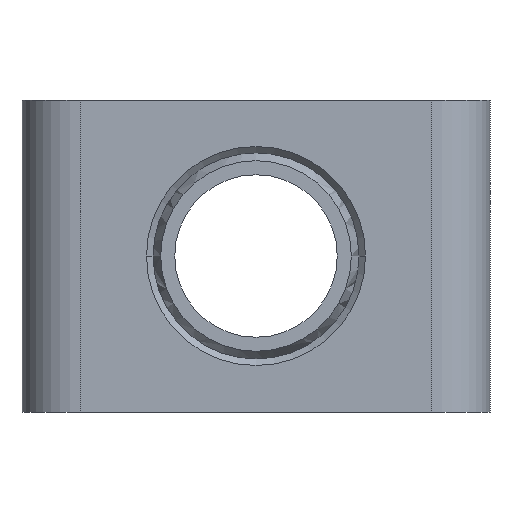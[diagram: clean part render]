
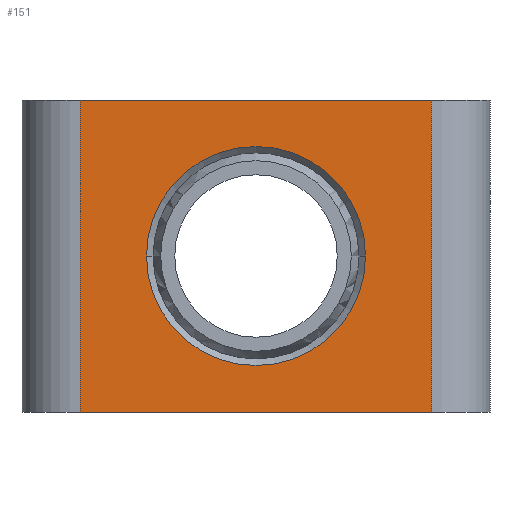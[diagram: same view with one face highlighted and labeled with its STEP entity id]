
A CAD part, front view. The second image highlights one B-rep face of the part: STEP entity #151.
In plain terms, the highlighted planar face has unit normal (0, -1, 0).
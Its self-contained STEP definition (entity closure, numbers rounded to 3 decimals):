
#151=ADVANCED_FACE('',(#308,#309),#310,.F.);
#308=FACE_BOUND('',#483,.T.);
#309=FACE_OUTER_BOUND('',#484,.T.);
#310=PLANE('',#485);
#483=EDGE_LOOP('',(#822,#823));
#484=EDGE_LOOP('',(#824,#825,#826,#827));
#485=AXIS2_PLACEMENT_3D('',#828,#829,#830);
#822=ORIENTED_EDGE('',*,*,#1024,.T.);
#823=ORIENTED_EDGE('',*,*,#1032,.T.);
#824=ORIENTED_EDGE('',*,*,#1091,.F.);
#825=ORIENTED_EDGE('',*,*,#1092,.F.);
#826=ORIENTED_EDGE('',*,*,#1093,.T.);
#827=ORIENTED_EDGE('',*,*,#1094,.F.);
#828=CARTESIAN_POINT('',(0.0,-9.0,24.0));
#829=DIRECTION('',(0.0,1.0,0.0));
#830=DIRECTION('',(0.0,0.0,1.0));
#1024=EDGE_CURVE('',#1232,#1236,#1238,.T.);
#1032=EDGE_CURVE('',#1236,#1232,#1248,.T.);
#1091=EDGE_CURVE('',#1322,#1323,#1324,.T.);
#1092=EDGE_CURVE('',#1325,#1322,#1326,.T.);
#1093=EDGE_CURVE('',#1325,#1327,#1328,.T.);
#1094=EDGE_CURVE('',#1323,#1327,#1329,.T.);
#1232=VERTEX_POINT('',#1498);
#1236=VERTEX_POINT('',#1503);
#1238=CIRCLE('',#1506,16.85);
#1248=CIRCLE('',#1518,16.85);
#1322=VERTEX_POINT('',#1610);
#1323=VERTEX_POINT('',#1611);
#1324=LINE('',#1612,#1613);
#1325=VERTEX_POINT('',#1614);
#1326=LINE('',#1615,#1616);
#1327=VERTEX_POINT('',#1617);
#1328=LINE('',#1618,#1619);
#1329=LINE('',#1620,#1621);
#1498=CARTESIAN_POINT('',(-16.85,-9.0,24.0));
#1503=CARTESIAN_POINT('',(16.85,-9.0,24.0));
#1506=AXIS2_PLACEMENT_3D('',#1772,#1773,#1774);
#1518=AXIS2_PLACEMENT_3D('',#1783,#1784,#1785);
#1610=CARTESIAN_POINT('',(-27.0,-9.0,0.0));
#1611=CARTESIAN_POINT('',(-27.0,-9.0,48.0));
#1612=CARTESIAN_POINT('',(-27.0,-9.0,24.0));
#1613=VECTOR('',#1864,1.0);
#1614=CARTESIAN_POINT('',(27.0,-9.0,0.0));
#1615=CARTESIAN_POINT('',(0.0,-9.0,0.0));
#1616=VECTOR('',#1865,1.0);
#1617=CARTESIAN_POINT('',(27.0,-9.0,48.0));
#1618=CARTESIAN_POINT('',(27.0,-9.0,24.0));
#1619=VECTOR('',#1866,1.0);
#1620=CARTESIAN_POINT('',(0.0,-9.0,48.0));
#1621=VECTOR('',#1867,1.0);
#1772=CARTESIAN_POINT('',(0.0,-9.0,24.0));
#1773=DIRECTION('',(0.0,1.0,0.0));
#1774=DIRECTION('',(-1.0,0.0,0.0));
#1783=CARTESIAN_POINT('',(0.0,-9.0,24.0));
#1784=DIRECTION('',(0.0,1.0,0.0));
#1785=DIRECTION('',(-1.0,0.0,0.0));
#1864=DIRECTION('',(0.0,0.0,1.0));
#1865=DIRECTION('',(-1.0,0.0,0.0));
#1866=DIRECTION('',(0.0,0.0,1.0));
#1867=DIRECTION('',(1.0,0.0,0.0));
